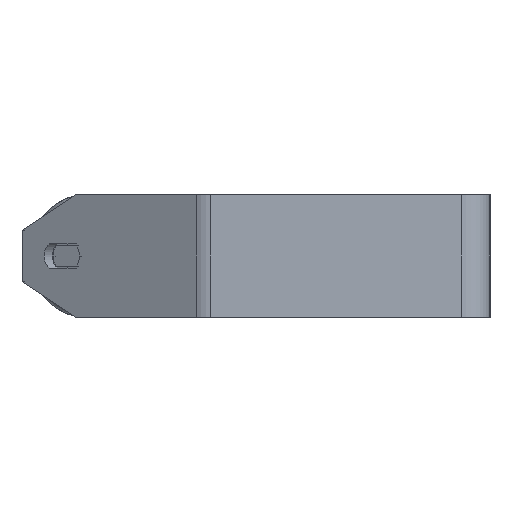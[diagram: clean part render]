
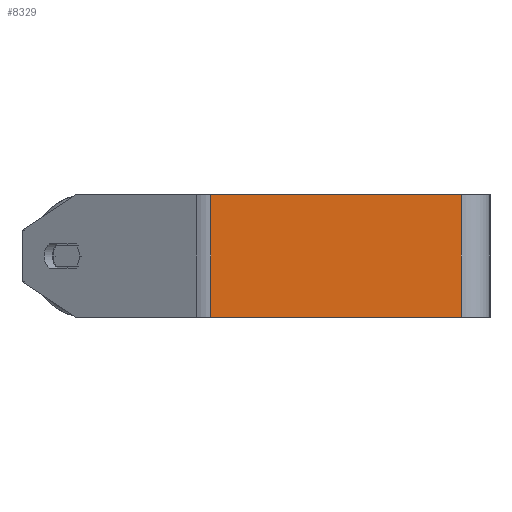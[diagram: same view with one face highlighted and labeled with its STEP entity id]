
A CAD part, left-side view. The second image highlights one B-rep face of the part: STEP entity #8329.
In plain terms, the highlighted planar face has unit normal (-1, 0, 0).
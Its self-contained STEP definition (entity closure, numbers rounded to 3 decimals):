
#1002 = CARTESIAN_POINT ( 'NONE',  ( -415., 136.739, -30. ) ) ;
#1257 = AXIS2_PLACEMENT_3D ( 'NONE', #5525, #6185, #2141 ) ;
#1654 = VERTEX_POINT ( 'NONE', #6644 ) ;
#1997 = ORIENTED_EDGE ( 'NONE', *, *, #7760, .T. ) ;
#2011 = EDGE_CURVE ( 'NONE', #8548, #5904, #6301, .T. ) ;
#2053 = PLANE ( 'NONE',  #1257 ) ;
#2102 = VECTOR ( 'NONE', #7001, 1000. ) ;
#2141 = DIRECTION ( 'NONE',  ( 0., 0., -1. ) ) ;
#2887 = CARTESIAN_POINT ( 'NONE',  ( -415., 14., 30. ) ) ;
#2892 = CARTESIAN_POINT ( 'NONE',  ( -415., 140.49, -30. ) ) ;
#3301 = DIRECTION ( 'NONE',  ( 0., 0., -1. ) ) ;
#3443 = LINE ( 'NONE', #2887, #2102 ) ;
#3447 = DIRECTION ( 'NONE',  ( 0., -1., 0. ) ) ;
#3733 = EDGE_LOOP ( 'NONE', ( #5953, #5355, #4736, #1997 ) ) ;
#4393 = VECTOR ( 'NONE', #3301, 1000. ) ;
#4448 = LINE ( 'NONE', #7215, #6392 ) ;
#4736 = ORIENTED_EDGE ( 'NONE', *, *, #6600, .F. ) ;
#4944 = FACE_OUTER_BOUND ( 'NONE', #3733, .T. ) ;
#5355 = ORIENTED_EDGE ( 'NONE', *, *, #8039, .F. ) ;
#5525 = CARTESIAN_POINT ( 'NONE',  ( -415., 140.49, 30. ) ) ;
#5762 = VECTOR ( 'NONE', #3447, 1000. ) ;
#5904 = VERTEX_POINT ( 'NONE', #6757 ) ;
#5953 = ORIENTED_EDGE ( 'NONE', *, *, #2011, .T. ) ;
#6185 = DIRECTION ( 'NONE',  ( 1., 0., 0. ) ) ;
#6301 = LINE ( 'NONE', #2892, #5762 ) ;
#6392 = VECTOR ( 'NONE', #8583, 1000. ) ;
#6600 = EDGE_CURVE ( 'NONE', #8740, #1654, #4448, .T. ) ;
#6644 = CARTESIAN_POINT ( 'NONE',  ( -415., 14., 30. ) ) ;
#6757 = CARTESIAN_POINT ( 'NONE',  ( -415., 14., -30. ) ) ;
#7001 = DIRECTION ( 'NONE',  ( 0., 0., -1. ) ) ;
#7215 = CARTESIAN_POINT ( 'NONE',  ( -415., 140.49, 30. ) ) ;
#7316 = CARTESIAN_POINT ( 'NONE',  ( -415., 136.739, 30. ) ) ;
#7365 = LINE ( 'NONE', #7316, #4393 ) ;
#7760 = EDGE_CURVE ( 'NONE', #8740, #8548, #7365, .T. ) ;
#8039 = EDGE_CURVE ( 'NONE', #1654, #5904, #3443, .T. ) ;
#8329 = ADVANCED_FACE ( 'NONE', ( #4944 ), #2053, .F. ) ;
#8548 = VERTEX_POINT ( 'NONE', #1002 ) ;
#8555 = CARTESIAN_POINT ( 'NONE',  ( -415., 136.739, 30. ) ) ;
#8583 = DIRECTION ( 'NONE',  ( 0., -1., 0. ) ) ;
#8740 = VERTEX_POINT ( 'NONE', #8555 ) ;
